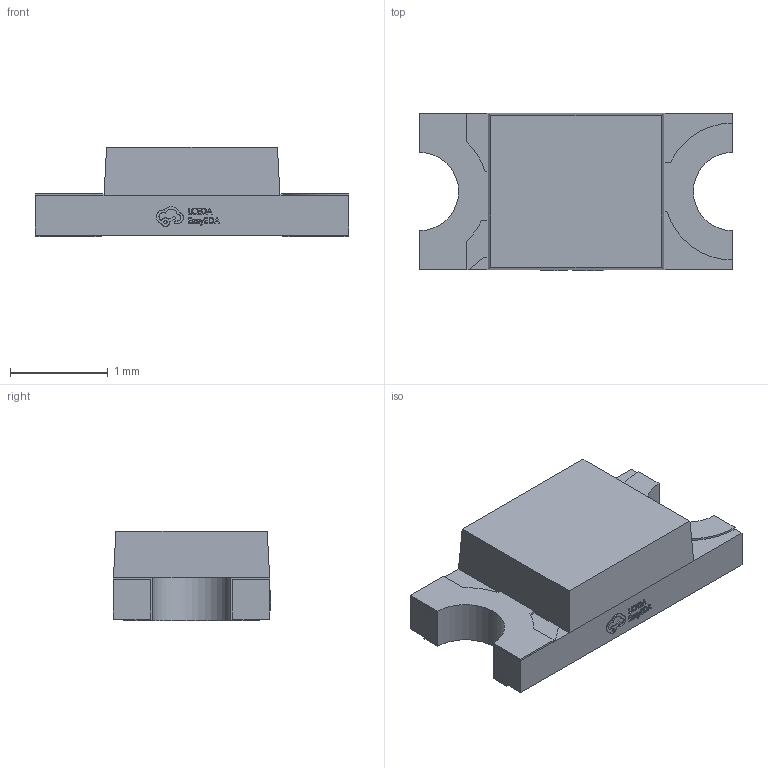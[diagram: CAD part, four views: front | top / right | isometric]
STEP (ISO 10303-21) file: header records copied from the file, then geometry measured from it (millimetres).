
FILE_DESCRIPTION (( 'STEP AP214' ), '1' );
FILE_NAME ('LED1206-RD_YELLOW-1.step', '2022-07-08T13:33:24', ( '' ), ( '' ), 'SwSTEP 2.0', 'SolidWorks 2020', '' );
FILE_SCHEMA (( 'AUTOMOTIVE_DESIGN' ));
Length unit declared in the file: millimetre
Products named in the file (1): LED1206-RD_YELLOW-1
Bounding box: 3.2 x 1.61 x 0.92 mm (x, y, z)
Volume: 3.3 mm3; surface area: 17.1 mm2
Topology: 1 solids, 1 shells, 359 faces, 977 edges, 647 vertices
Faces by surface type: plane 240, bspline 112, cylinder 7
Entity records: 15750 total; most frequent: CARTESIAN_POINT 4088, ORIENTED_EDGE 1954, DIRECTION 1260, EDGE_CURVE 977, LINE 734, VECTOR 734, VERTEX_POINT 647, EDGE_LOOP 386
